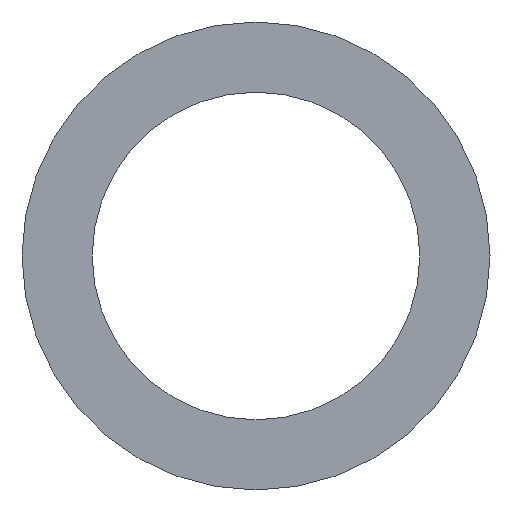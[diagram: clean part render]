
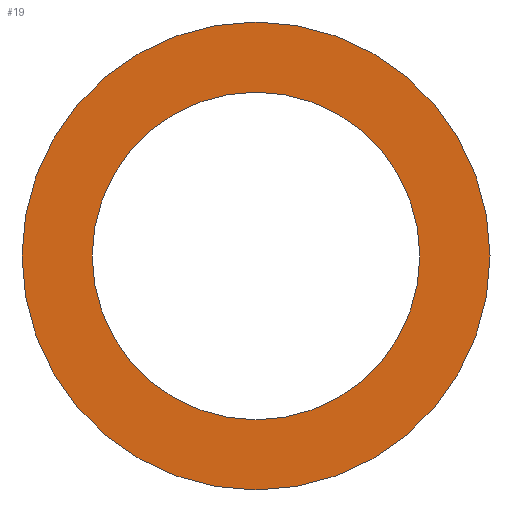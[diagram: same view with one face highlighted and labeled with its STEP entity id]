
A CAD part, front view. The second image highlights one B-rep face of the part: STEP entity #19.
In plain terms, the highlighted planar face has unit normal (0, -1, 0).
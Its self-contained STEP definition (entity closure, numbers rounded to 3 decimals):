
#8 = CARTESIAN_POINT ( 'NONE',  ( 108.953, -103.885, 0. ) ) ;
#10 = CARTESIAN_POINT ( 'NONE',  ( 98.953, -103.885, 0. ) ) ;
#14 = CIRCLE ( 'NONE', #177, 10. ) ;
#19 = ADVANCED_FACE ( 'NONE', ( #21, #140 ), #238, .T. ) ;
#21 = FACE_BOUND ( 'NONE', #37, .T. ) ;
#22 = CIRCLE ( 'NONE', #88, 7. ) ;
#29 = CARTESIAN_POINT ( 'NONE',  ( 91.953, -103.885, 0. ) ) ;
#36 = AXIS2_PLACEMENT_3D ( 'NONE', #10, #87, #165 ) ;
#37 = EDGE_LOOP ( 'NONE', ( #197, #141 ) ) ;
#38 = DIRECTION ( 'NONE',  ( 0., -1., 0. ) ) ;
#42 = ORIENTED_EDGE ( 'NONE', *, *, #237, .F. ) ;
#50 = DIRECTION ( 'NONE',  ( 0., 1., 0. ) ) ;
#58 = EDGE_LOOP ( 'NONE', ( #172, #42 ) ) ;
#87 = DIRECTION ( 'NONE',  ( 0., 1., 0. ) ) ;
#88 = AXIS2_PLACEMENT_3D ( 'NONE', #144, #50, #239 ) ;
#100 = VERTEX_POINT ( 'NONE', #8 ) ;
#101 = DIRECTION ( 'NONE',  ( 0., 1., 0. ) ) ;
#104 = CARTESIAN_POINT ( 'NONE',  ( 88.953, -103.885, 0. ) ) ;
#105 = CARTESIAN_POINT ( 'NONE',  ( 105.953, -103.885, 0. ) ) ;
#106 = DIRECTION ( 'NONE',  ( 0., 1., 0. ) ) ;
#110 = EDGE_CURVE ( 'NONE', #194, #191, #22, .T. ) ;
#136 = CARTESIAN_POINT ( 'NONE',  ( 108.953, -103.885, 0. ) ) ;
#139 = EDGE_CURVE ( 'NONE', #195, #100, #167, .T. ) ;
#140 = FACE_OUTER_BOUND ( 'NONE', #58, .T. ) ;
#141 = ORIENTED_EDGE ( 'NONE', *, *, #110, .T. ) ;
#143 = CIRCLE ( 'NONE', #36, 7. ) ;
#144 = CARTESIAN_POINT ( 'NONE',  ( 98.953, -103.885, 0. ) ) ;
#162 = DIRECTION ( 'NONE',  ( -1., 0., 0. ) ) ;
#165 = DIRECTION ( 'NONE',  ( -1., 0., 0. ) ) ;
#167 = CIRCLE ( 'NONE', #188, 10. ) ;
#172 = ORIENTED_EDGE ( 'NONE', *, *, #139, .F. ) ;
#177 = AXIS2_PLACEMENT_3D ( 'NONE', #224, #106, #199 ) ;
#188 = AXIS2_PLACEMENT_3D ( 'NONE', #205, #101, #162 ) ;
#191 = VERTEX_POINT ( 'NONE', #29 ) ;
#194 = VERTEX_POINT ( 'NONE', #105 ) ;
#195 = VERTEX_POINT ( 'NONE', #104 ) ;
#197 = ORIENTED_EDGE ( 'NONE', *, *, #210, .T. ) ;
#199 = DIRECTION ( 'NONE',  ( -1., 0., 0. ) ) ;
#205 = CARTESIAN_POINT ( 'NONE',  ( 98.953, -103.885, 0. ) ) ;
#210 = EDGE_CURVE ( 'NONE', #191, #194, #143, .T. ) ;
#224 = CARTESIAN_POINT ( 'NONE',  ( 98.953, -103.885, 0. ) ) ;
#237 = EDGE_CURVE ( 'NONE', #100, #195, #14, .T. ) ;
#238 = PLANE ( 'NONE',  #243 ) ;
#239 = DIRECTION ( 'NONE',  ( -1., 0., 0. ) ) ;
#243 = AXIS2_PLACEMENT_3D ( 'NONE', #136, #38, #249 ) ;
#249 = DIRECTION ( 'NONE',  ( 1., 0., 0. ) ) ;
